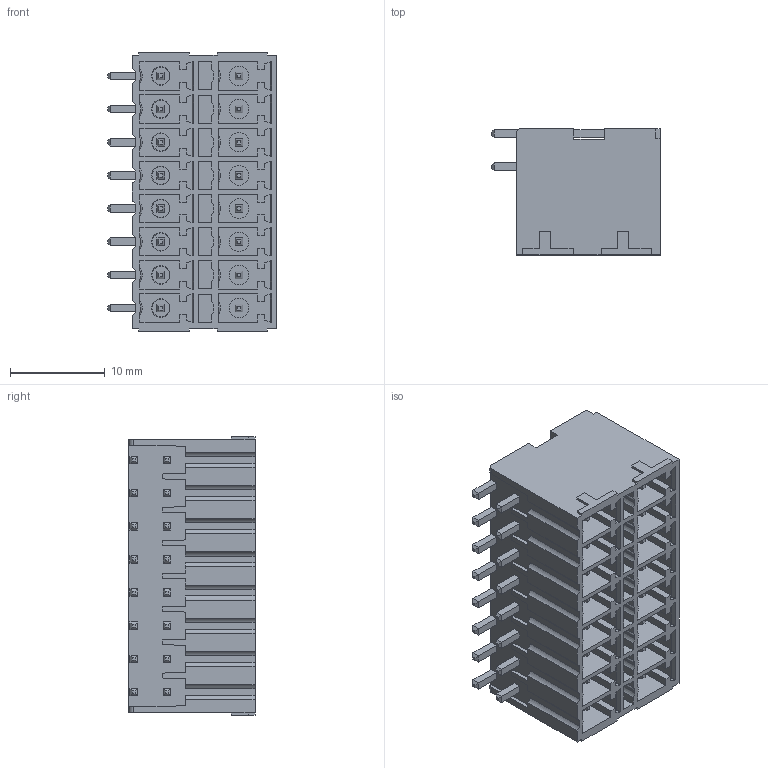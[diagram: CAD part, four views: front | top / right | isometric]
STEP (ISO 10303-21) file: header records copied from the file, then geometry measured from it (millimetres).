
FILE_DESCRIPTION((''),'2;1');
FILE_NAME('TLPHDC-007R-1','2024-09-14T10:19:52',('sheji109'),(''),'CREO PARAMETRIC BY PTC INC, 2018100','CREO PARAMETRIC BY PTC INC, 2018100','');
FILE_SCHEMA(('AUTOMOTIVE_DESIGN { 1 0 10303 214 1 1 1 1 }'));
Length unit declared in the file: millimetre
Products named in the file (1): TLPHDC-007R-1
Bounding box: 17.8 x 13.3 x 29.4 mm (x, y, z)
Volume: 3981 mm3; surface area: 5237.4 mm2
Topology: 1 solids, 1 shells, 898 faces, 2344 edges, 1520 vertices
Faces by surface type: plane 800, cylinder 66, cone 32
Entity records: 27146 total; most frequent: CARTESIAN_POINT 4928, ORIENTED_EDGE 4688, DIRECTION 4284, EDGE_CURVE 2344, VECTOR 2132, LINE 2132, VERTEX_POINT 1520, AXIS2_PLACEMENT_3D 1076
